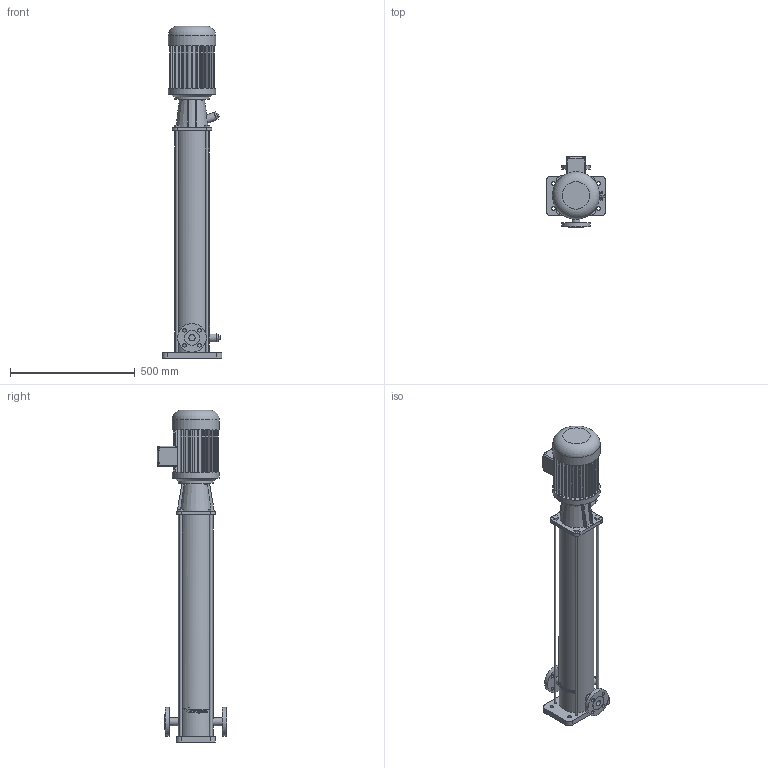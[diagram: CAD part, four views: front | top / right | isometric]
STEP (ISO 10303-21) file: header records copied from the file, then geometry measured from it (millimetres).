
FILE_DESCRIPTION(('STEP AP203'), '1');
FILE_NAME('曶笴 岈1-32...40', '', ('UNSPECIFIED'), ('UNSPECIFIED'), 'C3D Converter', 'C3D Toolkit', '');
FILE_SCHEMA(('CONFIG_CONTROL_DESIGN'));
Length unit declared in the file: millimetre
Bounding box: 240 x 280 x 1332 mm (x, y, z)
Volume: 23856905.1 mm3; surface area: 1092933.6 mm2
Topology: 1 solids, 1 shells, 490 faces, 1390 edges, 947 vertices
Faces by surface type: plane 338, cylinder 139, bspline 6, cone 5, torus 2
Full cylindrical faces by diameter (mm): 10 x4, 14 x12, 25 x2, 32 x4, 60 x2, 115 x2, 140 x2, 190 x2
Entity records: 22308 total; most frequent: CARTESIAN_POINT 5997, ORIENTED_EDGE 2552, DIRECTION 2455, EDGE_CURVE 1276, VERTEX_POINT 863, AXIS2_PLACEMENT_3D 821, LINE 813, VECTOR 813
